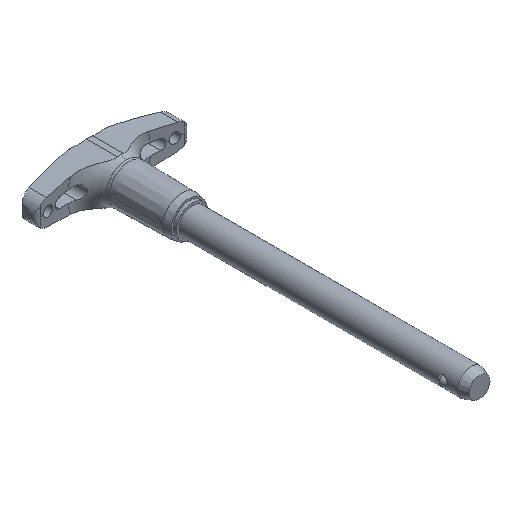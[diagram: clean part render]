
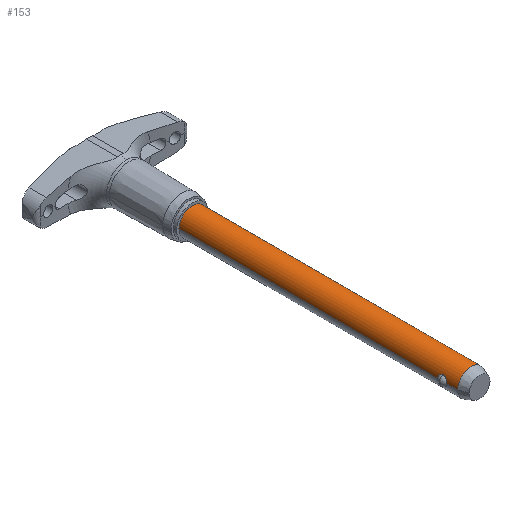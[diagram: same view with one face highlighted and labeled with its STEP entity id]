
A CAD part, isometric view. The second image highlights one B-rep face of the part: STEP entity #153.
In plain terms, the highlighted cylindrical face has radius 3.969 mm (diameter 7.938 mm), a partial arc.
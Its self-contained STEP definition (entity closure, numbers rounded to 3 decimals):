
#153=ADVANCED_FACE('',(#349),#350,.T.);
#349=FACE_OUTER_BOUND('',#588,.T.);
#350=CYLINDRICAL_SURFACE('',#589,3.969);
#588=EDGE_LOOP('',(#1017,#1018,#1019,#1020,#1021,#1022,#1023,#1024,#1025,#1026));
#589=AXIS2_PLACEMENT_3D('',#1027,#1028,#1029);
#1017=ORIENTED_EDGE('',*,*,#1608,.T.);
#1018=ORIENTED_EDGE('',*,*,#1609,.T.);
#1019=ORIENTED_EDGE('',*,*,#1582,.T.);
#1020=ORIENTED_EDGE('',*,*,#1610,.T.);
#1021=ORIENTED_EDGE('',*,*,#1611,.F.);
#1022=ORIENTED_EDGE('',*,*,#1612,.T.);
#1023=ORIENTED_EDGE('',*,*,#1613,.T.);
#1024=ORIENTED_EDGE('',*,*,#1614,.T.);
#1025=ORIENTED_EDGE('',*,*,#1615,.T.);
#1026=ORIENTED_EDGE('',*,*,#1616,.T.);
#1027=CARTESIAN_POINT('',(0.0,-42.291,0.0));
#1028=DIRECTION('',(-0.0,1.0,0.0));
#1029=DIRECTION('',(1.0,0.0,0.0));
#1582=EDGE_CURVE('',#1952,#1954,#1956,.T.);
#1608=EDGE_CURVE('',#1933,#1991,#1992,.T.);
#1609=EDGE_CURVE('',#1991,#1952,#1993,.T.);
#1610=EDGE_CURVE('',#1954,#1994,#1995,.T.);
#1611=EDGE_CURVE('',#1996,#1994,#1997,.T.);
#1612=EDGE_CURVE('',#1996,#1998,#1999,.T.);
#1613=EDGE_CURVE('',#1998,#2000,#2001,.T.);
#1614=EDGE_CURVE('',#2000,#2002,#2003,.T.);
#1615=EDGE_CURVE('',#2002,#1937,#2004,.T.);
#1616=EDGE_CURVE('',#1937,#1933,#2005,.T.);
#1933=VERTEX_POINT('',#3056);
#1937=VERTEX_POINT('',#3061);
#1952=VERTEX_POINT('',#3092);
#1954=VERTEX_POINT('',#3094);
#1956=B_SPLINE_CURVE_WITH_KNOTS('',3,(#3109,#3110,#3111,#3112,#3113,#3114,#3115,#3116,#3117,#3118,#3119,#3120,#3121,#3122),.UNSPECIFIED.,.F.,.F.,(4,2,2,2,2,2,4),(4.167,4.622,5.077,5.295,5.513,5.882,6.251),.UNSPECIFIED.);
#1991=VERTEX_POINT('',#3198);
#1992=LINE('',#3199,#3200);
#1993=B_SPLINE_CURVE_WITH_KNOTS('',3,(#3201,#3202,#3203,#3204,#3205,#3206,#3207,#3208,#3209,#3210,#3211,#3212,#3213,#3214),.UNSPECIFIED.,.F.,.F.,(4,2,2,2,2,2,4),(2.084,2.453,2.822,3.04,3.257,3.712,4.167),.UNSPECIFIED.);
#1994=VERTEX_POINT('',#3215);
#1995=LINE('',#3216,#3217);
#1996=VERTEX_POINT('',#3218);
#1997=CIRCLE('',#3219,3.969);
#1998=VERTEX_POINT('',#3220);
#1999=LINE('',#3221,#3222);
#2000=VERTEX_POINT('',#3223);
#2001=B_SPLINE_CURVE_WITH_KNOTS('',3,(#3224,#3225,#3226,#3227,#3228,#3229,#3230,#3231,#3232,#3233,#3234,#3235,#3236,#3237),.UNSPECIFIED.,.F.,.F.,(4,2,2,2,2,2,4),(6.251,6.62,6.989,7.207,7.425,7.88,8.335),.UNSPECIFIED.);
#2002=VERTEX_POINT('',#3238);
#2003=B_SPLINE_CURVE_WITH_KNOTS('',3,(#3239,#3240,#3241,#3242,#3243,#3244,#3245,#3246,#3247,#3248,#3249,#3250,#3251,#3252),.UNSPECIFIED.,.F.,.F.,(4,2,2,2,2,2,4),(0.0,0.455,0.91,1.128,1.345,1.715,2.084),.UNSPECIFIED.);
#2004=LINE('',#3253,#3254);
#2005=CIRCLE('',#3255,3.969);
#3056=CARTESIAN_POINT('',(3.969,-82.067,0.0));
#3061=CARTESIAN_POINT('',(-3.969,-82.067,0.));
#3092=CARTESIAN_POINT('',(3.7,-77.523,1.435));
#3094=CARTESIAN_POINT('',(3.969,-76.2,0.));
#3109=CARTESIAN_POINT('',(3.7,-77.523,1.435));
#3110=CARTESIAN_POINT('',(3.7,-77.372,1.435));
#3111=CARTESIAN_POINT('',(3.712,-77.21,1.406));
#3112=CARTESIAN_POINT('',(3.754,-76.912,1.289));
#3113=CARTESIAN_POINT('',(3.784,-76.776,1.201));
#3114=CARTESIAN_POINT('',(3.827,-76.613,1.053));
#3115=CARTESIAN_POINT('',(3.842,-76.56,0.996));
#3116=CARTESIAN_POINT('',(3.872,-76.464,0.873));
#3117=CARTESIAN_POINT('',(3.886,-76.421,0.807));
#3118=CARTESIAN_POINT('',(3.919,-76.328,0.638));
#3119=CARTESIAN_POINT('',(3.937,-76.279,0.514));
#3120=CARTESIAN_POINT('',(3.963,-76.215,0.257));
#3121=CARTESIAN_POINT('',(3.969,-76.2,0.123));
#3122=CARTESIAN_POINT('',(3.969,-76.2,0.));
#3198=CARTESIAN_POINT('',(3.969,-78.847,0.));
#3199=CARTESIAN_POINT('',(3.969,-42.291,0.));
#3200=VECTOR('',#4029,1.0);
#3201=CARTESIAN_POINT('',(3.969,-78.847,0.0));
#3202=CARTESIAN_POINT('',(3.969,-78.847,0.123));
#3203=CARTESIAN_POINT('',(3.963,-78.832,0.257));
#3204=CARTESIAN_POINT('',(3.937,-78.768,0.514));
#3205=CARTESIAN_POINT('',(3.919,-78.718,0.638));
#3206=CARTESIAN_POINT('',(3.886,-78.626,0.807));
#3207=CARTESIAN_POINT('',(3.872,-78.583,0.873));
#3208=CARTESIAN_POINT('',(3.842,-78.487,0.996));
#3209=CARTESIAN_POINT('',(3.827,-78.434,1.053));
#3210=CARTESIAN_POINT('',(3.784,-78.271,1.201));
#3211=CARTESIAN_POINT('',(3.754,-78.134,1.289));
#3212=CARTESIAN_POINT('',(3.712,-77.836,1.406));
#3213=CARTESIAN_POINT('',(3.7,-77.675,1.435));
#3214=CARTESIAN_POINT('',(3.7,-77.523,1.435));
#3215=CARTESIAN_POINT('',(3.969,0.0,0.0));
#3216=CARTESIAN_POINT('',(3.969,-42.291,0.));
#3217=VECTOR('',#4030,1.0);
#3218=CARTESIAN_POINT('',(-3.969,0.0,0.));
#3219=AXIS2_PLACEMENT_3D('',#4031,#4032,#4033);
#3220=CARTESIAN_POINT('',(-3.969,-76.2,0.));
#3221=CARTESIAN_POINT('',(-3.969,-42.291,0.));
#3222=VECTOR('',#4034,1.0);
#3223=CARTESIAN_POINT('',(-3.7,-77.523,1.435));
#3224=CARTESIAN_POINT('',(-3.969,-76.2,0.));
#3225=CARTESIAN_POINT('',(-3.969,-76.2,0.123));
#3226=CARTESIAN_POINT('',(-3.963,-76.215,0.257));
#3227=CARTESIAN_POINT('',(-3.937,-76.279,0.514));
#3228=CARTESIAN_POINT('',(-3.919,-76.328,0.638));
#3229=CARTESIAN_POINT('',(-3.886,-76.421,0.807));
#3230=CARTESIAN_POINT('',(-3.872,-76.464,0.873));
#3231=CARTESIAN_POINT('',(-3.842,-76.56,0.996));
#3232=CARTESIAN_POINT('',(-3.827,-76.613,1.053));
#3233=CARTESIAN_POINT('',(-3.784,-76.776,1.201));
#3234=CARTESIAN_POINT('',(-3.754,-76.912,1.289));
#3235=CARTESIAN_POINT('',(-3.712,-77.21,1.406));
#3236=CARTESIAN_POINT('',(-3.7,-77.372,1.435));
#3237=CARTESIAN_POINT('',(-3.7,-77.523,1.435));
#3238=CARTESIAN_POINT('',(-3.969,-78.847,0.));
#3239=CARTESIAN_POINT('',(-3.7,-77.523,1.435));
#3240=CARTESIAN_POINT('',(-3.7,-77.675,1.435));
#3241=CARTESIAN_POINT('',(-3.712,-77.836,1.406));
#3242=CARTESIAN_POINT('',(-3.754,-78.134,1.289));
#3243=CARTESIAN_POINT('',(-3.784,-78.271,1.201));
#3244=CARTESIAN_POINT('',(-3.827,-78.434,1.053));
#3245=CARTESIAN_POINT('',(-3.842,-78.487,0.996));
#3246=CARTESIAN_POINT('',(-3.872,-78.583,0.873));
#3247=CARTESIAN_POINT('',(-3.886,-78.626,0.807));
#3248=CARTESIAN_POINT('',(-3.919,-78.718,0.638));
#3249=CARTESIAN_POINT('',(-3.937,-78.768,0.514));
#3250=CARTESIAN_POINT('',(-3.963,-78.832,0.257));
#3251=CARTESIAN_POINT('',(-3.969,-78.847,0.123));
#3252=CARTESIAN_POINT('',(-3.969,-78.847,0.));
#3253=CARTESIAN_POINT('',(-3.969,-42.291,0.));
#3254=VECTOR('',#4035,1.0);
#3255=AXIS2_PLACEMENT_3D('',#4036,#4037,#4038);
#4029=DIRECTION('',(0.0,1.0,0.0));
#4030=DIRECTION('',(0.0,1.0,0.0));
#4031=CARTESIAN_POINT('',(0.0,0.0,0.0));
#4032=DIRECTION('',(-0.0,1.0,0.0));
#4033=DIRECTION('',(1.0,0.0,0.0));
#4034=DIRECTION('',(-0.0,-1.0,-0.0));
#4035=DIRECTION('',(-0.0,-1.0,-0.0));
#4036=CARTESIAN_POINT('',(0.0,-82.067,0.0));
#4037=DIRECTION('',(0.,1.0,0.0));
#4038=DIRECTION('',(1.0,0.,0.0));
